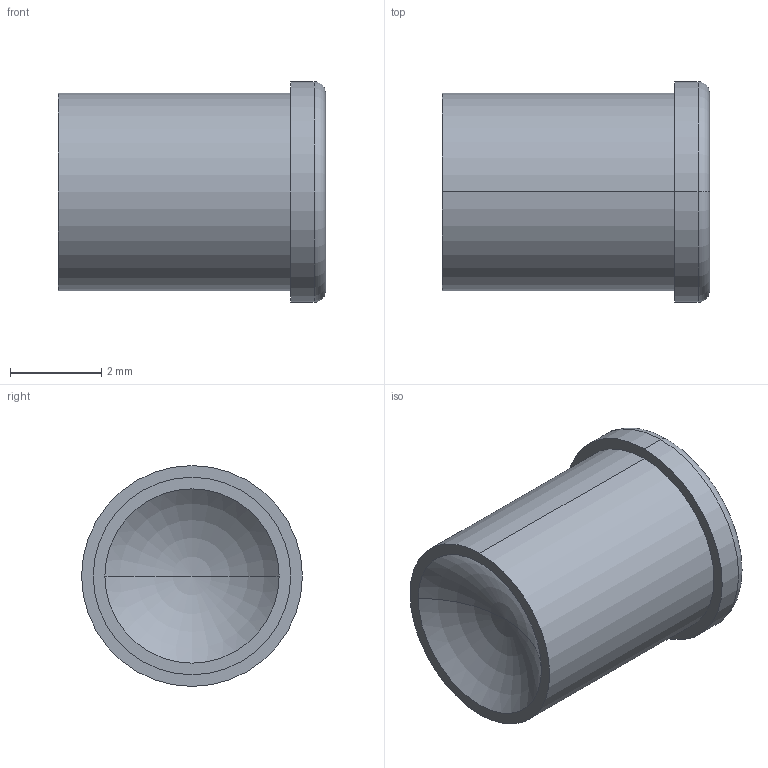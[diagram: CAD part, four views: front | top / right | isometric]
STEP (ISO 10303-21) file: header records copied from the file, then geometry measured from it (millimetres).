
FILE_DESCRIPTION (( 'STEP AP203' ), '1' );
FILE_NAME ('LPC 020 CTP.STEP', '2010-12-29T03:53:22', ( 'David' ), ( '' ), 'SwSTEP 2.0', 'SolidWorks 2010', '' );
FILE_SCHEMA (( 'CONFIG_CONTROL_DESIGN' ));
Length unit declared in the file: inch
Products named in the file (1): LPC 020 CTP
Bounding box: 5.84 x 4.83 x 4.83 mm (x, y, z)
Volume: 82.3 mm3; surface area: 121 mm2
Topology: 1 solids, 1 shells, 28 faces, 56 edges, 31 vertices
Faces by surface type: cone 16, torus 4, cylinder 4, plane 4
Entity records: 791 total; most frequent: DIRECTION 146, CARTESIAN_POINT 114, ORIENTED_EDGE 108, AXIS2_PLACEMENT_3D 63, EDGE_CURVE 54, CIRCLE 34, VERTEX_POINT 31, EDGE_LOOP 31
